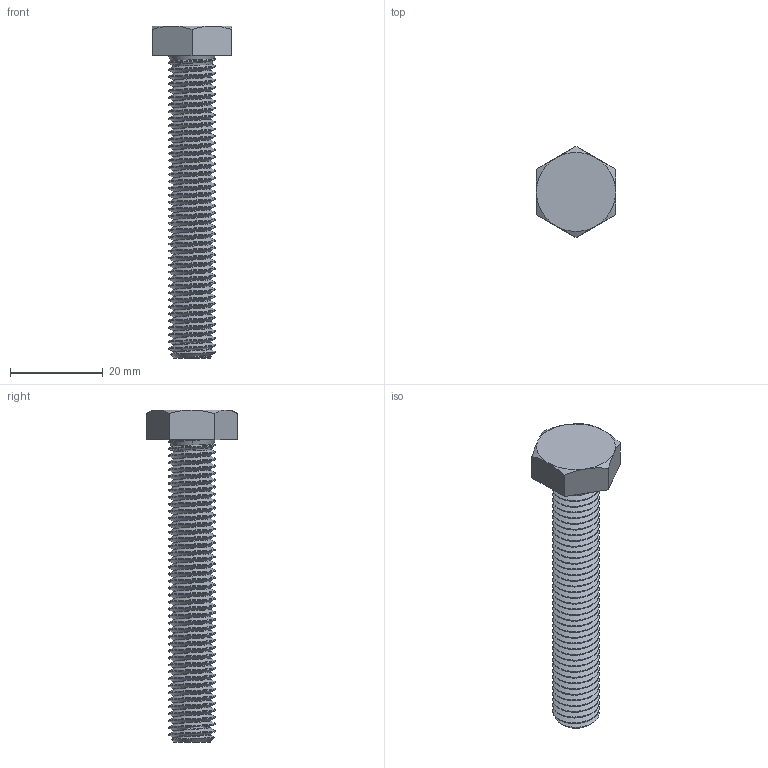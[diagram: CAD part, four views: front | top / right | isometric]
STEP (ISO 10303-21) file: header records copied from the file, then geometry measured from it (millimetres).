
FILE_DESCRIPTION (( 'STEP AP203' ), '1' );
FILE_NAME ('91287A372_18-8 Stainless Steel Hex Head Screw.STEP', '2021-07-08T06:58:19', ( 'Administrator' ), ( 'Managed by Terraform' ), 'SwSTEP 2.0', 'SolidWorks 2017', '' );
FILE_SCHEMA (( 'CONFIG_CONTROL_DESIGN' ));
Length unit declared in the file: millimetre
Products named in the file (1): 91287A372_18-8 Stainless Steel Hex Head Screw
Bounding box: 17 x 19.63 x 71.4 mm (x, y, z)
Volume: 5784 mm3; surface area: 4034.6 mm2
Topology: 1 solids, 1 shells, 112 faces, 318 edges, 209 vertices
Faces by surface type: cylinder 87, cone 13, plane 9, bspline 3
Entity records: 10430 total; most frequent: CARTESIAN_POINT 8018, ORIENTED_EDGE 636, DIRECTION 350, EDGE_CURVE 318, VERTEX_POINT 209, AXIS2_PLACEMENT_3D 123, EDGE_LOOP 113, FACE_OUTER_BOUND 112
